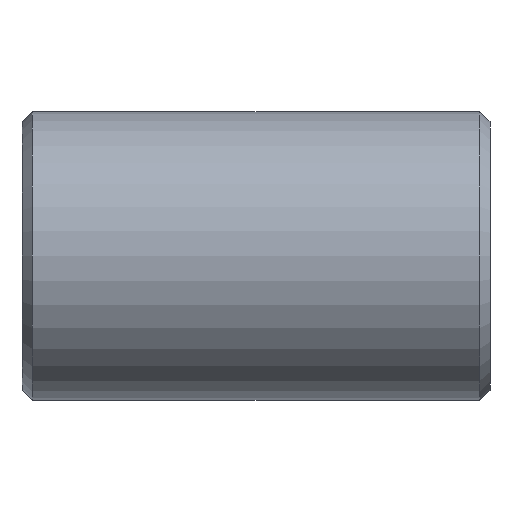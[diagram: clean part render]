
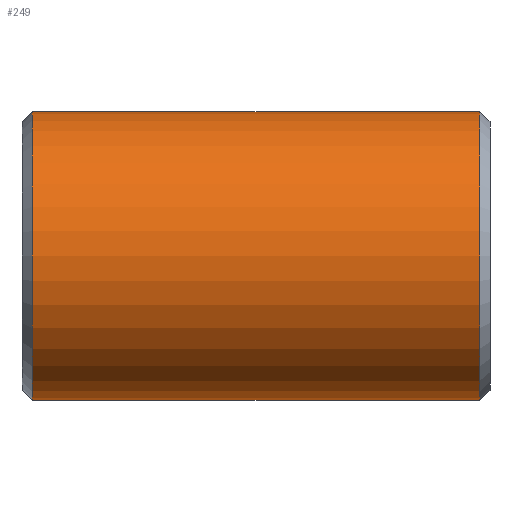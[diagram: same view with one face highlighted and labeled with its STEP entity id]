
A CAD part, front view. The second image highlights one B-rep face of the part: STEP entity #249.
In plain terms, the highlighted cylindrical face has radius 109.537 mm (diameter 219.075 mm), a partial arc.
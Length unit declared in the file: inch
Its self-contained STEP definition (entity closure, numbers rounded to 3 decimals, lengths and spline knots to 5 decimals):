
#7 = CARTESIAN_POINT ( 'NONE',  ( 6.698, 0., 4.3125 ) ) ;
#12 = ORIENTED_EDGE ( 'NONE', *, *, #43, .T. ) ;
#38 = CARTESIAN_POINT ( 'NONE',  ( -6.698, 0., 0. ) ) ;
#43 = EDGE_CURVE ( 'NONE', #461, #438, #477, .T. ) ;
#90 = VECTOR ( 'NONE', #535, 39.37008 ) ;
#100 = VECTOR ( 'NONE', #298, 39.37008 ) ;
#124 = CARTESIAN_POINT ( 'NONE',  ( -6.698, 0., 4.3125 ) ) ;
#137 = ORIENTED_EDGE ( 'NONE', *, *, #509, .F. ) ;
#163 = VERTEX_POINT ( 'NONE', #341 ) ;
#174 = EDGE_CURVE ( 'NONE', #163, #288, #517, .T. ) ;
#177 = CYLINDRICAL_SURFACE ( 'NONE', #344, 4.3125 ) ;
#178 = ORIENTED_EDGE ( 'NONE', *, *, #302, .T. ) ;
#200 = CIRCLE ( 'NONE', #564, 4.3125 ) ;
#222 = DIRECTION ( 'NONE',  ( -1., 0., 0. ) ) ;
#228 = CARTESIAN_POINT ( 'NONE',  ( 6.698, 0., 0. ) ) ;
#240 = VERTEX_POINT ( 'NONE', #124 ) ;
#249 = ADVANCED_FACE ( 'NONE', ( #543 ), #177, .T. ) ;
#251 = LINE ( 'NONE', #427, #542 ) ;
#286 = EDGE_CURVE ( 'NONE', #438, #240, #396, .T. ) ;
#288 = VERTEX_POINT ( 'NONE', #530 ) ;
#294 = VERTEX_POINT ( 'NONE', #315 ) ;
#298 = DIRECTION ( 'NONE',  ( -1., 0., 0. ) ) ;
#302 = EDGE_CURVE ( 'NONE', #240, #294, #425, .T. ) ;
#305 = DIRECTION ( 'NONE',  ( 0., 0., 1. ) ) ;
#315 = CARTESIAN_POINT ( 'NONE',  ( -6.698, 0., -4.3125 ) ) ;
#317 = VECTOR ( 'NONE', #424, 39.37008 ) ;
#341 = CARTESIAN_POINT ( 'NONE',  ( 6.698, 0., -4.3125 ) ) ;
#344 = AXIS2_PLACEMENT_3D ( 'NONE', #588, #222, #360 ) ;
#345 = DIRECTION ( 'NONE',  ( -1., 0., 0. ) ) ;
#358 = CARTESIAN_POINT ( 'NONE',  ( 7., 0., 4.3125 ) ) ;
#360 = DIRECTION ( 'NONE',  ( 0., 0., 1. ) ) ;
#365 = DIRECTION ( 'NONE',  ( 0., 0., -1. ) ) ;
#376 = DIRECTION ( 'NONE',  ( -1., 0., 0. ) ) ;
#393 = CARTESIAN_POINT ( 'NONE',  ( 7., 0., 4.3125 ) ) ;
#395 = ORIENTED_EDGE ( 'NONE', *, *, #440, .T. ) ;
#396 = LINE ( 'NONE', #358, #90 ) ;
#414 = CARTESIAN_POINT ( 'NONE',  ( 0., 0., 4.3125 ) ) ;
#415 = EDGE_LOOP ( 'NONE', ( #481, #395, #12, #544, #178, #137 ) ) ;
#424 = DIRECTION ( 'NONE',  ( -1., 0., 0. ) ) ;
#425 = CIRCLE ( 'NONE', #473, 4.3125 ) ;
#427 = CARTESIAN_POINT ( 'NONE',  ( 7., 0., -4.3125 ) ) ;
#437 = DIRECTION ( 'NONE',  ( 1., 0., 0. ) ) ;
#438 = VERTEX_POINT ( 'NONE', #414 ) ;
#440 = EDGE_CURVE ( 'NONE', #163, #461, #200, .T. ) ;
#461 = VERTEX_POINT ( 'NONE', #7 ) ;
#473 = AXIS2_PLACEMENT_3D ( 'NONE', #38, #437, #305 ) ;
#477 = LINE ( 'NONE', #393, #317 ) ;
#481 = ORIENTED_EDGE ( 'NONE', *, *, #174, .F. ) ;
#509 = EDGE_CURVE ( 'NONE', #288, #294, #251, .T. ) ;
#517 = LINE ( 'NONE', #570, #100 ) ;
#530 = CARTESIAN_POINT ( 'NONE',  ( 0., 0., -4.3125 ) ) ;
#535 = DIRECTION ( 'NONE',  ( -1., 0., 0. ) ) ;
#542 = VECTOR ( 'NONE', #345, 39.37008 ) ;
#543 = FACE_OUTER_BOUND ( 'NONE', #415, .T. ) ;
#544 = ORIENTED_EDGE ( 'NONE', *, *, #286, .T. ) ;
#564 = AXIS2_PLACEMENT_3D ( 'NONE', #228, #376, #365 ) ;
#570 = CARTESIAN_POINT ( 'NONE',  ( 7., 0., -4.3125 ) ) ;
#588 = CARTESIAN_POINT ( 'NONE',  ( 7., 0., 0. ) ) ;
